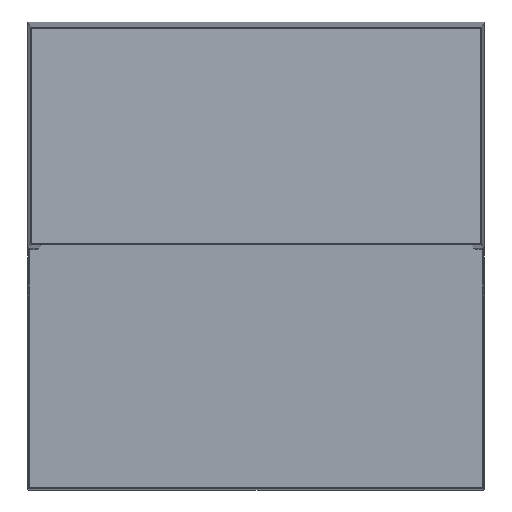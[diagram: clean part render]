
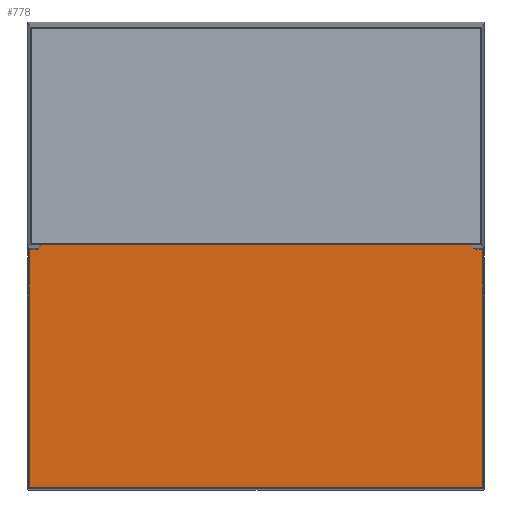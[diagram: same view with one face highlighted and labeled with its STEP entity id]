
A CAD part, top view. The second image highlights one B-rep face of the part: STEP entity #778.
In plain terms, the highlighted planar face has unit normal (0, -0.052, 0.999).
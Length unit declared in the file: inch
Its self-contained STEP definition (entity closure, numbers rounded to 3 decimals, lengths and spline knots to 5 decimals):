
#89 = ORIENTED_EDGE ( 'NONE', *, *, #1175, .T. ) ;
#130 = EDGE_LOOP ( 'NONE', ( #89, #266, #177, #380, #312, #140, #345, #370 ) ) ;
#140 = ORIENTED_EDGE ( 'NONE', *, *, #1257, .F. ) ;
#144 = VERTEX_POINT ( 'NONE', #992 ) ;
#150 = VERTEX_POINT ( 'NONE', #1070 ) ;
#156 = VERTEX_POINT ( 'NONE', #1131 ) ;
#177 = ORIENTED_EDGE ( 'NONE', *, *, #1258, .T. ) ;
#186 = VERTEX_POINT ( 'NONE', #1105 ) ;
#233 = LINE ( 'NONE', #633, #445 ) ;
#258 = VERTEX_POINT ( 'NONE', #1017 ) ;
#264 = VERTEX_POINT ( 'NONE', #984 ) ;
#266 = ORIENTED_EDGE ( 'NONE', *, *, #1264, .T. ) ;
#286 = FACE_OUTER_BOUND ( 'NONE', #130, .T. ) ;
#312 = ORIENTED_EDGE ( 'NONE', *, *, #1195, .F. ) ;
#345 = ORIENTED_EDGE ( 'NONE', *, *, #1217, .T. ) ;
#350 = VERTEX_POINT ( 'NONE', #1015 ) ;
#370 = ORIENTED_EDGE ( 'NONE', *, *, #1171, .T. ) ;
#380 = ORIENTED_EDGE ( 'NONE', *, *, #1255, .T. ) ;
#414 = VERTEX_POINT ( 'NONE', #995 ) ;
#445 = VECTOR ( 'NONE', #597, 39.37008 ) ;
#448 = LINE ( 'NONE', #662, #451 ) ;
#451 = VECTOR ( 'NONE', #659, 39.37008 ) ;
#475 = LINE ( 'NONE', #723, #482 ) ;
#482 = VECTOR ( 'NONE', #615, 39.37008 ) ;
#505 = LINE ( 'NONE', #601, #511 ) ;
#511 = VECTOR ( 'NONE', #627, 39.37008 ) ;
#556 = LINE ( 'NONE', #962, #557 ) ;
#557 = VECTOR ( 'NONE', #961, 39.37008 ) ;
#563 = LINE ( 'NONE', #949, #566 ) ;
#566 = VECTOR ( 'NONE', #948, 39.37008 ) ;
#597 = DIRECTION ( 'NONE',  ( -0.001, -0.999, -0.052 ) ) ;
#601 = CARTESIAN_POINT ( 'NONE',  ( -2.93773, 0.07817, 0.70164 ) ) ;
#615 = DIRECTION ( 'NONE',  ( 1., 0., 0. ) ) ;
#627 = DIRECTION ( 'NONE',  ( -1., 0., 0. ) ) ;
#633 = CARTESIAN_POINT ( 'NONE',  ( -2.93075, -3.00616, 0.54 ) ) ;
#659 = DIRECTION ( 'NONE',  ( 1., 0., 0. ) ) ;
#662 = CARTESIAN_POINT ( 'NONE',  ( -2.95, -2.99699, 0.54048 ) ) ;
#723 = CARTESIAN_POINT ( 'NONE',  ( -2.95, 0.22317, 0.70924 ) ) ;
#778 = ADVANCED_FACE ( 'NONE', ( #286 ), #1049, .F. ) ;
#811 = AXIS2_PLACEMENT_3D ( 'NONE', #1063, #1064, #1016 ) ;
#913 = CARTESIAN_POINT ( 'NONE',  ( -2.83839, 0.07817, 0.70164 ) ) ;
#914 = CARTESIAN_POINT ( 'NONE',  ( -2.82983, 0.08641, 0.70207 ) ) ;
#915 = CARTESIAN_POINT ( 'NONE',  ( 2.68769, 0.22317, 0.70924 ) ) ;
#916 = CARTESIAN_POINT ( 'NONE',  ( 2.77104, 0.14298, 0.70504 ) ) ;
#917 = CARTESIAN_POINT ( 'NONE',  ( 2.81271, 0.10288, 0.70294 ) ) ;
#918 = CARTESIAN_POINT ( 'NONE',  ( 2.72936, 0.18308, 0.70714 ) ) ;
#919 = CARTESIAN_POINT ( 'NONE',  ( 2.82127, 0.09464, 0.70251 ) ) ;
#925 = CARTESIAN_POINT ( 'NONE',  ( 2.83839, 0.07817, 0.70164 ) ) ;
#926 = CARTESIAN_POINT ( 'NONE',  ( 2.82983, 0.08641, 0.70207 ) ) ;
#948 = DIRECTION ( 'NONE',  ( -0.001, 0.999, 0.052 ) ) ;
#949 = CARTESIAN_POINT ( 'NONE',  ( 2.92793, 0.07816, 0.70164 ) ) ;
#961 = DIRECTION ( 'NONE',  ( -1., 0., 0. ) ) ;
#962 = CARTESIAN_POINT ( 'NONE',  ( 2.81271, 0.07817, 0.70164 ) ) ;
#963 = CARTESIAN_POINT ( 'NONE',  ( -2.68769, 0.22317, 0.70924 ) ) ;
#964 = CARTESIAN_POINT ( 'NONE',  ( -2.72936, 0.18308, 0.70714 ) ) ;
#965 = CARTESIAN_POINT ( 'NONE',  ( -2.77104, 0.14298, 0.70504 ) ) ;
#966 = CARTESIAN_POINT ( 'NONE',  ( -2.81271, 0.10288, 0.70294 ) ) ;
#967 = CARTESIAN_POINT ( 'NONE',  ( -2.82127, 0.09464, 0.70251 ) ) ;
#984 = CARTESIAN_POINT ( 'NONE',  ( -2.92793, 0.07817, 0.70164 ) ) ;
#992 = CARTESIAN_POINT ( 'NONE',  ( 2.83839, 0.07817, 0.70164 ) ) ;
#995 = CARTESIAN_POINT ( 'NONE',  ( -2.93074, -2.99699, 0.54048 ) ) ;
#1015 = CARTESIAN_POINT ( 'NONE',  ( -2.83839, 0.07817, 0.70164 ) ) ;
#1016 = DIRECTION ( 'NONE',  ( 0., 0.999, 0.052 ) ) ;
#1017 = CARTESIAN_POINT ( 'NONE',  ( 2.68769, 0.22317, 0.70924 ) ) ;
#1049 = PLANE ( 'NONE',  #811 ) ;
#1063 = CARTESIAN_POINT ( 'NONE',  ( -2.95, -3.00614, 0.54 ) ) ;
#1064 = DIRECTION ( 'NONE',  ( 0., 0.052, -0.999 ) ) ;
#1070 = CARTESIAN_POINT ( 'NONE',  ( 2.93074, -2.99699, 0.54048 ) ) ;
#1105 = CARTESIAN_POINT ( 'NONE',  ( 2.92793, 0.07817, 0.70164 ) ) ;
#1131 = CARTESIAN_POINT ( 'NONE',  ( -2.68769, 0.22317, 0.70924 ) ) ;
#1149 = B_SPLINE_CURVE_WITH_KNOTS ( 'NONE', 3,
 ( #913, #914, #967, #966, #965, #964, #963 ),
 .UNSPECIFIED., .F., .F.,
 ( 4, 3, 4 ),
 ( -0.20539, 0., 1. ),
 .UNSPECIFIED. ) ;
#1162 = B_SPLINE_CURVE_WITH_KNOTS ( 'NONE', 3,
 ( #925, #926, #919, #917, #916, #918, #915 ),
 .UNSPECIFIED., .F., .F.,
 ( 4, 3, 4 ),
 ( -0.20539, 0., 1. ),
 .UNSPECIFIED. ) ;
#1171 = EDGE_CURVE ( 'NONE', #264, #414, #233, .T. ) ;
#1175 = EDGE_CURVE ( 'NONE', #414, #150, #448, .T. ) ;
#1195 = EDGE_CURVE ( 'NONE', #156, #258, #475, .T. ) ;
#1217 = EDGE_CURVE ( 'NONE', #350, #264, #505, .T. ) ;
#1255 = EDGE_CURVE ( 'NONE', #144, #258, #1162, .T. ) ;
#1257 = EDGE_CURVE ( 'NONE', #350, #156, #1149, .T. ) ;
#1258 = EDGE_CURVE ( 'NONE', #186, #144, #556, .T. ) ;
#1264 = EDGE_CURVE ( 'NONE', #150, #186, #563, .T. ) ;
